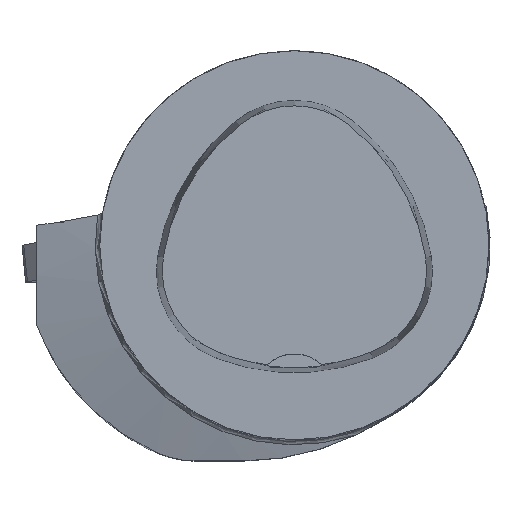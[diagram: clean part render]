
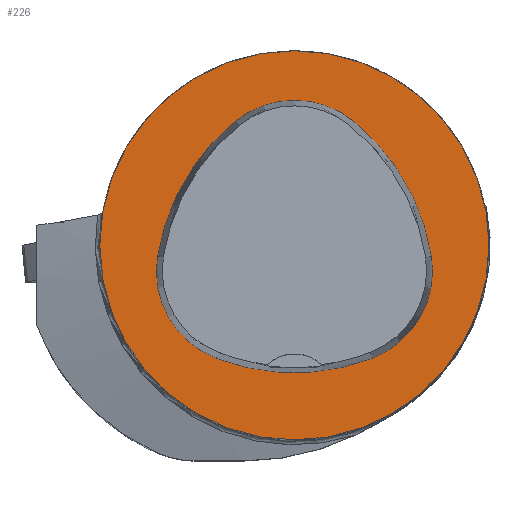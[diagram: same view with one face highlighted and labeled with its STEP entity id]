
A CAD part, top view. The second image highlights one B-rep face of the part: STEP entity #226.
In plain terms, the highlighted planar face has unit normal (0, 0, 1).
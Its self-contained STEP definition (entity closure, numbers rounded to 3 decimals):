
#226=ADVANCED_FACE('',(#446,#447),#270,.T.);
#270=PLANE('',#1283);
#446=FACE_BOUND('',#497,.T.);
#447=FACE_BOUND('',#498,.T.);
#497=EDGE_LOOP('',(#728,#729,#730,#731,#732,#733));
#498=EDGE_LOOP('',(#734));
#728=ORIENTED_EDGE('',*,*,#1052,.T.);
#729=ORIENTED_EDGE('',*,*,#1032,.T.);
#730=ORIENTED_EDGE('',*,*,#1036,.T.);
#731=ORIENTED_EDGE('',*,*,#1039,.T.);
#732=ORIENTED_EDGE('',*,*,#1042,.T.);
#733=ORIENTED_EDGE('',*,*,#1050,.T.);
#734=ORIENTED_EDGE('',*,*,#1023,.F.);
#898=VERTEX_POINT('',#1987);
#907=VERTEX_POINT('',#2006);
#908=VERTEX_POINT('',#2007);
#911=VERTEX_POINT('',#2015);
#913=VERTEX_POINT('',#2021);
#915=VERTEX_POINT('',#2027);
#922=VERTEX_POINT('',#2048);
#1023=EDGE_CURVE('',#898,#898,#1092,.T.);
#1032=EDGE_CURVE('',#907,#908,#1093,.T.);
#1036=EDGE_CURVE('',#908,#911,#1095,.T.);
#1039=EDGE_CURVE('',#911,#913,#1097,.T.);
#1042=EDGE_CURVE('',#913,#915,#1099,.T.);
#1050=EDGE_CURVE('',#915,#922,#1103,.T.);
#1052=EDGE_CURVE('',#922,#907,#1105,.T.);
#1092=CIRCLE('',#1255,25.);
#1093=CIRCLE('',#1261,28.);
#1095=CIRCLE('',#1264,12.);
#1097=CIRCLE('',#1267,28.);
#1099=CIRCLE('',#1270,12.);
#1103=CIRCLE('',#1275,28.);
#1105=CIRCLE('',#1278,12.);
#1255=AXIS2_PLACEMENT_3D('',#1986,#1495,#1496);
#1261=AXIS2_PLACEMENT_3D('',#2005,#1511,#1512);
#1264=AXIS2_PLACEMENT_3D('',#2014,#1519,#1520);
#1267=AXIS2_PLACEMENT_3D('',#2020,#1526,#1527);
#1270=AXIS2_PLACEMENT_3D('',#2026,#1533,#1534);
#1275=AXIS2_PLACEMENT_3D('',#2049,#1545,#1546);
#1278=AXIS2_PLACEMENT_3D('',#2052,#1551,#1552);
#1283=AXIS2_PLACEMENT_3D('',#2057,#1561,#1562);
#1495=DIRECTION('',(0.,0.,-1.));
#1496=DIRECTION('',(-1.,0.,0.));
#1511=DIRECTION('',(0.,0.,-1.));
#1512=DIRECTION('',(-1.,0.,0.));
#1519=DIRECTION('',(0.,0.,-1.));
#1520=DIRECTION('',(-1.,0.,0.));
#1526=DIRECTION('',(0.,0.,-1.));
#1527=DIRECTION('',(-1.,0.,0.));
#1533=DIRECTION('',(0.,0.,-1.));
#1534=DIRECTION('',(-1.,0.,0.));
#1545=DIRECTION('',(0.,0.,-1.));
#1546=DIRECTION('',(-1.,0.,0.));
#1551=DIRECTION('',(0.,0.,-1.));
#1552=DIRECTION('',(-1.,0.,0.));
#1561=DIRECTION('',(0.,0.,1.));
#1562=DIRECTION('',(1.,0.,0.));
#1986=CARTESIAN_POINT('',(0.,0.,0.));
#1987=CARTESIAN_POINT('',(-25.,0.,0.));
#2005=CARTESIAN_POINT('',(10.068,-5.824,0.));
#2006=CARTESIAN_POINT('',(-17.584,-1.424,0.));
#2007=CARTESIAN_POINT('',(-7.531,15.953,0.));
#2014=CARTESIAN_POINT('',(0.011,6.62,0.));
#2015=CARTESIAN_POINT('',(7.567,15.942,0.));
#2020=CARTESIAN_POINT('',(-10.063,-5.81,0.));
#2021=CARTESIAN_POINT('',(17.59,-1.418,0.));
#2026=CARTESIAN_POINT('',(5.739,-3.3,0.));
#2027=CARTESIAN_POINT('',(10.05,-14.499,0.));
#2048=CARTESIAN_POINT('',(-10.025,-14.516,0.));
#2049=CARTESIAN_POINT('',(-0.01,11.631,0.));
#2052=CARTESIAN_POINT('',(-5.733,-3.31,0.));
#2057=CARTESIAN_POINT('',(0.,0.,0.));
